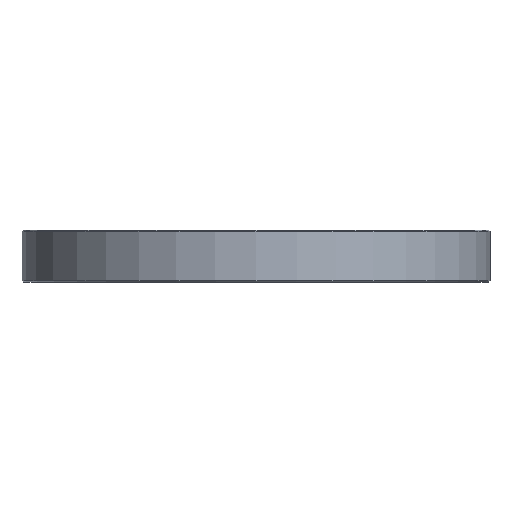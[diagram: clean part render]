
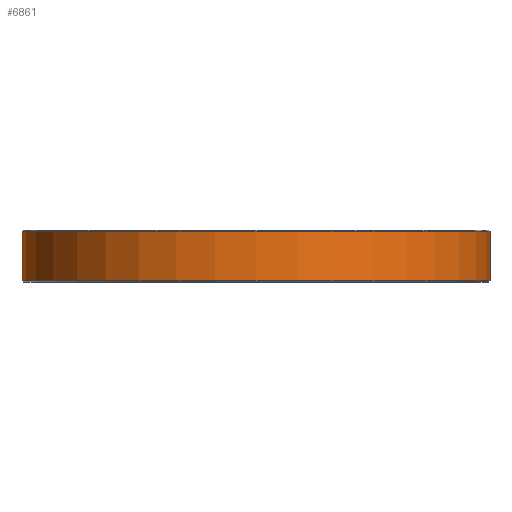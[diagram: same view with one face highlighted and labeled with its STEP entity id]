
A CAD part, front view. The second image highlights one B-rep face of the part: STEP entity #6861.
In plain terms, the highlighted cylindrical face has radius 36 mm (diameter 72 mm), a partial arc.
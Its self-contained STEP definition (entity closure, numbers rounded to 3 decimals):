
#142 = AXIS2_PLACEMENT_3D ( 'NONE', #3142, #7877, #3095 ) ;
#248 = CARTESIAN_POINT ( 'NONE',  ( 0., 0., 8. ) ) ;
#620 = EDGE_LOOP ( 'NONE', ( #2804, #9551, #4476, #3574 ) ) ;
#813 = DIRECTION ( 'NONE',  ( 1., 0., 0. ) ) ;
#961 = CARTESIAN_POINT ( 'NONE',  ( 0., 0., 0.2 ) ) ;
#1016 = FACE_OUTER_BOUND ( 'NONE', #620, .T. ) ;
#1647 = VERTEX_POINT ( 'NONE', #8110 ) ;
#2095 = AXIS2_PLACEMENT_3D ( 'NONE', #248, #7980, #4145 ) ;
#2804 = ORIENTED_EDGE ( 'NONE', *, *, #3001, .F. ) ;
#3001 = EDGE_CURVE ( 'NONE', #7559, #8542, #6503, .T. ) ;
#3095 = DIRECTION ( 'NONE',  ( 1., 0., 0. ) ) ;
#3142 = CARTESIAN_POINT ( 'NONE',  ( 0., 0., 7.8 ) ) ;
#3574 = ORIENTED_EDGE ( 'NONE', *, *, #5472, .T. ) ;
#4100 = CYLINDRICAL_SURFACE ( 'NONE', #2095, 36. ) ;
#4145 = DIRECTION ( 'NONE',  ( -1., 0., 0. ) ) ;
#4476 = ORIENTED_EDGE ( 'NONE', *, *, #9699, .T. ) ;
#4639 = CARTESIAN_POINT ( 'NONE',  ( 36., 0., 7.8 ) ) ;
#4657 = CIRCLE ( 'NONE', #4976, 36. ) ;
#4976 = AXIS2_PLACEMENT_3D ( 'NONE', #961, #6166, #813 ) ;
#5191 = EDGE_CURVE ( 'NONE', #7559, #6329, #9010, .T. ) ;
#5472 = EDGE_CURVE ( 'NONE', #1647, #8542, #4657, .T. ) ;
#5848 = DIRECTION ( 'NONE',  ( 0., 0., -1. ) ) ;
#6166 = DIRECTION ( 'NONE',  ( 0., 0., 1. ) ) ;
#6329 = VERTEX_POINT ( 'NONE', #6847 ) ;
#6503 = LINE ( 'NONE', #7516, #9632 ) ;
#6847 = CARTESIAN_POINT ( 'NONE',  ( -36., 0., 7.8 ) ) ;
#6861 = ADVANCED_FACE ( 'NONE', ( #1016 ), #4100, .T. ) ;
#7421 = VECTOR ( 'NONE', #8859, 1000. ) ;
#7448 = LINE ( 'NONE', #8805, #7421 ) ;
#7516 = CARTESIAN_POINT ( 'NONE',  ( 36., 0., 8. ) ) ;
#7559 = VERTEX_POINT ( 'NONE', #4639 ) ;
#7877 = DIRECTION ( 'NONE',  ( 0., 0., -1. ) ) ;
#7980 = DIRECTION ( 'NONE',  ( 0., 0., -1. ) ) ;
#8110 = CARTESIAN_POINT ( 'NONE',  ( -36., 0., 0.2 ) ) ;
#8542 = VERTEX_POINT ( 'NONE', #9783 ) ;
#8805 = CARTESIAN_POINT ( 'NONE',  ( -36., 0., 8. ) ) ;
#8859 = DIRECTION ( 'NONE',  ( 0., 0., -1. ) ) ;
#9010 = CIRCLE ( 'NONE', #142, 36. ) ;
#9551 = ORIENTED_EDGE ( 'NONE', *, *, #5191, .T. ) ;
#9632 = VECTOR ( 'NONE', #5848, 1000. ) ;
#9699 = EDGE_CURVE ( 'NONE', #6329, #1647, #7448, .T. ) ;
#9783 = CARTESIAN_POINT ( 'NONE',  ( 36., 0., 0.2 ) ) ;
